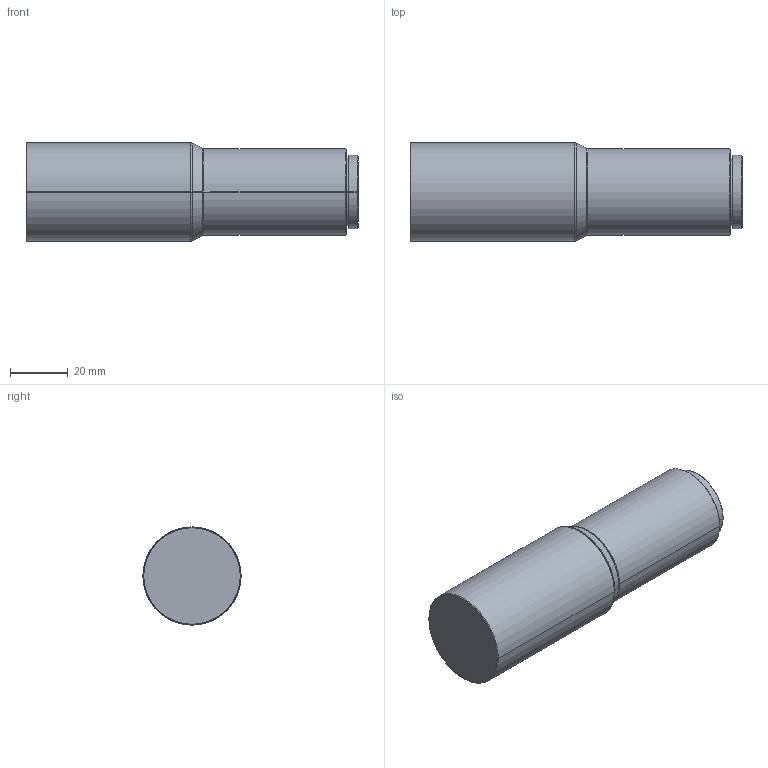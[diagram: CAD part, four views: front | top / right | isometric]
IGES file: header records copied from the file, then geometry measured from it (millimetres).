
Start section: SolidWorks IGES file using analytic representation for surfaces
Global section: file name: WH018-630A-110.IGS; native system: SolidWorks 2017; preprocessor: SolidWorks 2017; author: gc; date: 230208.141311; units: millimetre
Bounding box: 114.9 x 34 x 34 mm (x, y, z)
Surface area: 13275.6 mm2 (no closed solid volume)
Topology: 0 solids, 0 shells, 24 faces, 336 edges, 336 vertices
Faces by surface type: revolution 16, bspline 8
